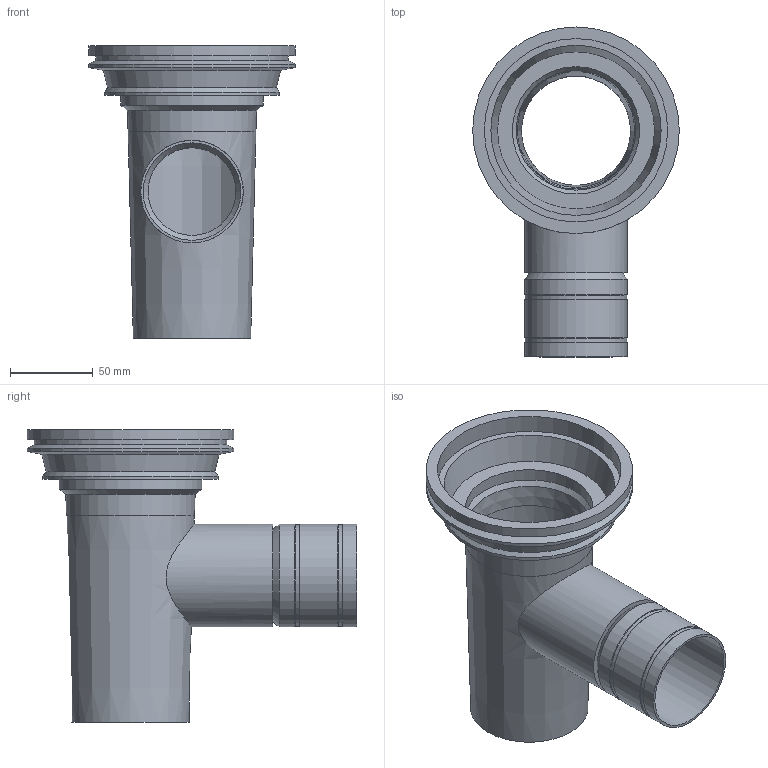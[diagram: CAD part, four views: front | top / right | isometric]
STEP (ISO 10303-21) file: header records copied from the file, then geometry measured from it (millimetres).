
FILE_DESCRIPTION(/* description */ ('STEP AP214'),/* implementation_level */ '2;1');
FILE_NAME(/* name */ '482085001(1)',/* time_stamp */ '2022-12-23T08:20:40+01:00',/* author */ ('License CC BY-ND 4.0'),/* organization */ ('CADENAS'),/* preprocessor_version */ 'ST-DEVELOPER v18.102',/* originating_system */ 'PARTsolutions',/* authorisation */ ' ');
FILE_SCHEMA (('AUTOMOTIVE_DESIGN {1 0 10303 214 3 1 1}'));
Length unit declared in the file: millimetre
Products named in the file (1): 482085001(1)
Bounding box: 125 x 199.5 x 177 mm (x, y, z)
Volume: 204984.9 mm3; surface area: 138633.9 mm2
Topology: 1 solids, 1 shells, 42 faces, 80 edges, 47 vertices
Faces by surface type: cone 17, cylinder 16, plane 9
Full cylindrical faces by diameter (mm): 53 x1, 56 x1, 59 x1, 61.4 x2, 62 x4, 77.01 x1, 86.29 x1, 106 x1, 111 x1, 116.504 x1, 125 x2
Entity records: 987 total; most frequent: CARTESIAN_POINT 230, DIRECTION 168, ORIENTED_EDGE 86, EDGE_LOOP 86, FACE_BOUND 86, AXIS2_PLACEMENT_3D 84, EDGE_CURVE 43, VERTEX_POINT 43
